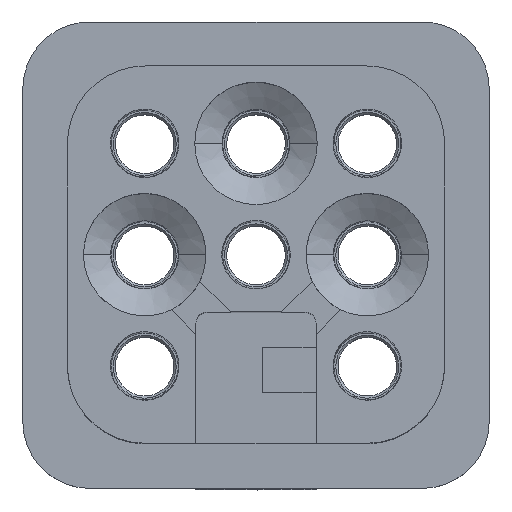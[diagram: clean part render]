
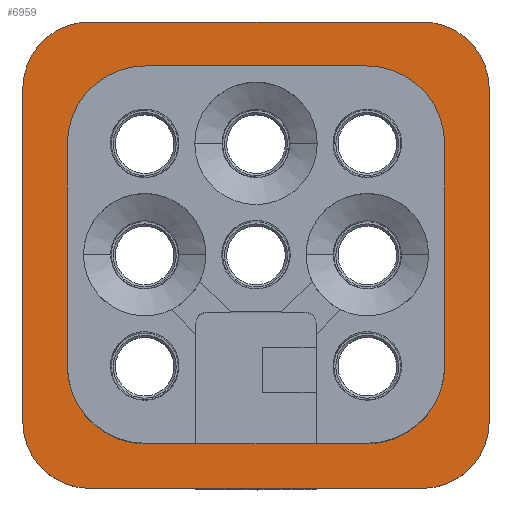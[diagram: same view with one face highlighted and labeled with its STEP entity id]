
A CAD part, top view. The second image highlights one B-rep face of the part: STEP entity #6959.
In plain terms, the highlighted planar face has unit normal (0, 0, 1).
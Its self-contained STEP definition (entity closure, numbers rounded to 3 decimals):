
#6360=AXIS2_PLACEMENT_3D('Circle Axis2P3D',#6358,#6359,$) ;
#6410=AXIS2_PLACEMENT_3D('Circle Axis2P3D',#6408,#6409,$) ;
#6472=AXIS2_PLACEMENT_3D('Circle Axis2P3D',#6470,#6471,$) ;
#6617=AXIS2_PLACEMENT_3D('Circle Axis2P3D',#6615,#6616,$) ;
#6650=AXIS2_PLACEMENT_3D('Circle Axis2P3D',#6648,#6649,$) ;
#6801=AXIS2_PLACEMENT_3D('Circle Axis2P3D',#6799,#6800,$) ;
#6858=AXIS2_PLACEMENT_3D('Circle Axis2P3D',#6856,#6857,$) ;
#6930=AXIS2_PLACEMENT_3D('Plane Axis2P3D',#6927,#6928,#6929) ;
#6934=AXIS2_PLACEMENT_3D('Circle Axis2P3D',#6932,#6933,$) ;
#1696=CARTESIAN_POINT('Vertex',(7.775,2.059,19.5)) ;
#1701=CARTESIAN_POINT('Line Origine',(10.475,2.059,19.5)) ;
#1705=CARTESIAN_POINT('Vertex',(13.175,2.059,19.5)) ;
#6313=CARTESIAN_POINT('Line Origine',(6.638,2.059,19.5)) ;
#6317=CARTESIAN_POINT('Vertex',(5.5,2.059,19.5)) ;
#6355=CARTESIAN_POINT('Vertex',(2.,5.559,19.5)) ;
#6358=CARTESIAN_POINT('Axis2P3D Location',(5.5,5.559,19.5)) ;
#6377=CARTESIAN_POINT('Line Origine',(14.313,2.059,19.5)) ;
#6381=CARTESIAN_POINT('Vertex',(15.45,2.059,19.5)) ;
#6408=CARTESIAN_POINT('Axis2P3D Location',(15.45,5.559,19.5)) ;
#6412=CARTESIAN_POINT('Vertex',(18.95,5.559,19.5)) ;
#6439=CARTESIAN_POINT('Line Origine',(18.95,10.534,19.5)) ;
#6443=CARTESIAN_POINT('Vertex',(18.95,15.509,19.5)) ;
#6470=CARTESIAN_POINT('Axis2P3D Location',(15.45,15.509,19.5)) ;
#6474=CARTESIAN_POINT('Vertex',(15.45,19.009,19.5)) ;
#6494=CARTESIAN_POINT('Line Origine',(2.,10.534,19.5)) ;
#6498=CARTESIAN_POINT('Vertex',(2.,15.509,19.5)) ;
#6532=CARTESIAN_POINT('Line Origine',(10.475,19.009,19.5)) ;
#6536=CARTESIAN_POINT('Vertex',(5.5,19.009,19.5)) ;
#6615=CARTESIAN_POINT('Axis2P3D Location',(5.5,15.509,19.5)) ;
#6645=CARTESIAN_POINT('Vertex',(20.95,3.059,19.5)) ;
#6648=CARTESIAN_POINT('Axis2P3D Location',(17.95,3.059,19.5)) ;
#6652=CARTESIAN_POINT('Vertex',(17.95,0.059,19.5)) ;
#6696=CARTESIAN_POINT('Line Origine',(10.475,0.059,19.5)) ;
#6700=CARTESIAN_POINT('Vertex',(3.,0.059,19.5)) ;
#6799=CARTESIAN_POINT('Axis2P3D Location',(3.,3.059,19.5)) ;
#6803=CARTESIAN_POINT('Vertex',(0.,3.059,19.5)) ;
#6822=CARTESIAN_POINT('Vertex',(0.,18.009,19.5)) ;
#6832=CARTESIAN_POINT('Line Origine',(0.,10.534,19.5)) ;
#6856=CARTESIAN_POINT('Axis2P3D Location',(3.,18.009,19.5)) ;
#6860=CARTESIAN_POINT('Vertex',(3.,21.009,19.5)) ;
#6879=CARTESIAN_POINT('Vertex',(20.95,18.009,19.5)) ;
#6884=CARTESIAN_POINT('Line Origine',(20.95,10.534,19.5)) ;
#6905=CARTESIAN_POINT('Vertex',(17.95,21.009,19.5)) ;
#6915=CARTESIAN_POINT('Line Origine',(10.475,21.009,19.5)) ;
#6927=CARTESIAN_POINT('Axis2P3D Location',(10.475,10.534,19.5)) ;
#6932=CARTESIAN_POINT('Axis2P3D Location',(17.95,18.009,19.5)) ;
#1702=DIRECTION('Vector Direction',(-1.,0.,0.)) ;
#6314=DIRECTION('Vector Direction',(1.,0.,0.)) ;
#6359=DIRECTION('Axis2P3D Direction',(0.,0.,1.)) ;
#6378=DIRECTION('Vector Direction',(1.,0.,0.)) ;
#6409=DIRECTION('Axis2P3D Direction',(0.,0.,1.)) ;
#6440=DIRECTION('Vector Direction',(0.,1.,0.)) ;
#6471=DIRECTION('Axis2P3D Direction',(0.,0.,1.)) ;
#6495=DIRECTION('Vector Direction',(0.,-1.,0.)) ;
#6533=DIRECTION('Vector Direction',(-1.,0.,0.)) ;
#6616=DIRECTION('Axis2P3D Direction',(0.,0.,1.)) ;
#6649=DIRECTION('Axis2P3D Direction',(0.,0.,-1.)) ;
#6697=DIRECTION('Vector Direction',(1.,0.,0.)) ;
#6800=DIRECTION('Axis2P3D Direction',(0.,0.,-1.)) ;
#6833=DIRECTION('Vector Direction',(0.,-1.,0.)) ;
#6857=DIRECTION('Axis2P3D Direction',(0.,0.,-1.)) ;
#6885=DIRECTION('Vector Direction',(0.,1.,0.)) ;
#6916=DIRECTION('Vector Direction',(-1.,0.,0.)) ;
#6928=DIRECTION('Axis2P3D Direction',(0.,0.,1.)) ;
#6929=DIRECTION('Axis2P3D XDirection',(-1.,0.,0.)) ;
#6933=DIRECTION('Axis2P3D Direction',(0.,0.,1.)) ;
#1703=VECTOR('Line Direction',#1702,1.) ;
#6315=VECTOR('Line Direction',#6314,1.) ;
#6379=VECTOR('Line Direction',#6378,1.) ;
#6441=VECTOR('Line Direction',#6440,1.) ;
#6496=VECTOR('Line Direction',#6495,1.) ;
#6534=VECTOR('Line Direction',#6533,1.) ;
#6698=VECTOR('Line Direction',#6697,1.) ;
#6834=VECTOR('Line Direction',#6833,1.) ;
#6886=VECTOR('Line Direction',#6885,1.) ;
#6917=VECTOR('Line Direction',#6916,1.) ;
#6938=ORIENTED_EDGE('',*,*,#6919,.T.) ;
#6939=ORIENTED_EDGE('',*,*,#6862,.F.) ;
#6940=ORIENTED_EDGE('',*,*,#6836,.T.) ;
#6941=ORIENTED_EDGE('',*,*,#6805,.F.) ;
#6942=ORIENTED_EDGE('',*,*,#6702,.T.) ;
#6943=ORIENTED_EDGE('',*,*,#6654,.F.) ;
#6944=ORIENTED_EDGE('',*,*,#6888,.T.) ;
#6945=ORIENTED_EDGE('',*,*,#6936,.F.) ;
#6948=ORIENTED_EDGE('',*,*,#6619,.F.) ;
#6949=ORIENTED_EDGE('',*,*,#6538,.F.) ;
#6950=ORIENTED_EDGE('',*,*,#6476,.F.) ;
#6951=ORIENTED_EDGE('',*,*,#6445,.F.) ;
#6952=ORIENTED_EDGE('',*,*,#6414,.F.) ;
#6953=ORIENTED_EDGE('',*,*,#6383,.F.) ;
#6954=ORIENTED_EDGE('',*,*,#1707,.F.) ;
#6955=ORIENTED_EDGE('',*,*,#6319,.F.) ;
#6956=ORIENTED_EDGE('',*,*,#6362,.F.) ;
#6957=ORIENTED_EDGE('',*,*,#6500,.F.) ;
#6958=FACE_BOUND('',#6947,.T.) ;
#6959=ADVANCED_FACE('Hauptk\X2\00F6\X0\rper',(#6946,#6958),#6931,.T.) ;
#6361=CIRCLE('generated circle',#6360,3.5) ;
#6411=CIRCLE('generated circle',#6410,3.5) ;
#6473=CIRCLE('generated circle',#6472,3.5) ;
#6618=CIRCLE('generated circle',#6617,3.5) ;
#6651=CIRCLE('generated circle',#6650,3.) ;
#6802=CIRCLE('generated circle',#6801,3.) ;
#6859=CIRCLE('generated circle',#6858,3.) ;
#6935=CIRCLE('generated circle',#6934,3.) ;
#1707=EDGE_CURVE('',#1697,#1706,#1704,.F.) ;
#6319=EDGE_CURVE('',#6318,#1697,#6316,.T.) ;
#6362=EDGE_CURVE('',#6356,#6318,#6361,.T.) ;
#6383=EDGE_CURVE('',#1706,#6382,#6380,.T.) ;
#6414=EDGE_CURVE('',#6382,#6413,#6411,.T.) ;
#6445=EDGE_CURVE('',#6413,#6444,#6442,.T.) ;
#6476=EDGE_CURVE('',#6444,#6475,#6473,.T.) ;
#6500=EDGE_CURVE('',#6499,#6356,#6497,.T.) ;
#6538=EDGE_CURVE('',#6475,#6537,#6535,.T.) ;
#6619=EDGE_CURVE('',#6537,#6499,#6618,.T.) ;
#6654=EDGE_CURVE('',#6646,#6653,#6651,.T.) ;
#6702=EDGE_CURVE('',#6701,#6653,#6699,.T.) ;
#6805=EDGE_CURVE('',#6701,#6804,#6802,.T.) ;
#6836=EDGE_CURVE('',#6823,#6804,#6835,.T.) ;
#6862=EDGE_CURVE('',#6823,#6861,#6859,.T.) ;
#6888=EDGE_CURVE('',#6646,#6880,#6887,.T.) ;
#6919=EDGE_CURVE('',#6906,#6861,#6918,.T.) ;
#6936=EDGE_CURVE('',#6906,#6880,#6935,.F.) ;
#6937=EDGE_LOOP('',(#6938,#6939,#6940,#6941,#6942,#6943,#6944,#6945)) ;
#6947=EDGE_LOOP('',(#6948,#6949,#6950,#6951,#6952,#6953,#6954,#6955,#6956,#6957)) ;
#6946=FACE_OUTER_BOUND('',#6937,.T.) ;
#1704=LINE('Line',#1701,#1703) ;
#6316=LINE('Line',#6313,#6315) ;
#6380=LINE('Line',#6377,#6379) ;
#6442=LINE('Line',#6439,#6441) ;
#6497=LINE('Line',#6494,#6496) ;
#6535=LINE('Line',#6532,#6534) ;
#6699=LINE('Line',#6696,#6698) ;
#6835=LINE('Line',#6832,#6834) ;
#6887=LINE('Line',#6884,#6886) ;
#6918=LINE('Line',#6915,#6917) ;
#6931=PLANE('',#6930) ;
#1697=VERTEX_POINT('',#1696) ;
#1706=VERTEX_POINT('',#1705) ;
#6318=VERTEX_POINT('',#6317) ;
#6356=VERTEX_POINT('',#6355) ;
#6382=VERTEX_POINT('',#6381) ;
#6413=VERTEX_POINT('',#6412) ;
#6444=VERTEX_POINT('',#6443) ;
#6475=VERTEX_POINT('',#6474) ;
#6499=VERTEX_POINT('',#6498) ;
#6537=VERTEX_POINT('',#6536) ;
#6646=VERTEX_POINT('',#6645) ;
#6653=VERTEX_POINT('',#6652) ;
#6701=VERTEX_POINT('',#6700) ;
#6804=VERTEX_POINT('',#6803) ;
#6823=VERTEX_POINT('',#6822) ;
#6861=VERTEX_POINT('',#6860) ;
#6880=VERTEX_POINT('',#6879) ;
#6906=VERTEX_POINT('',#6905) ;
